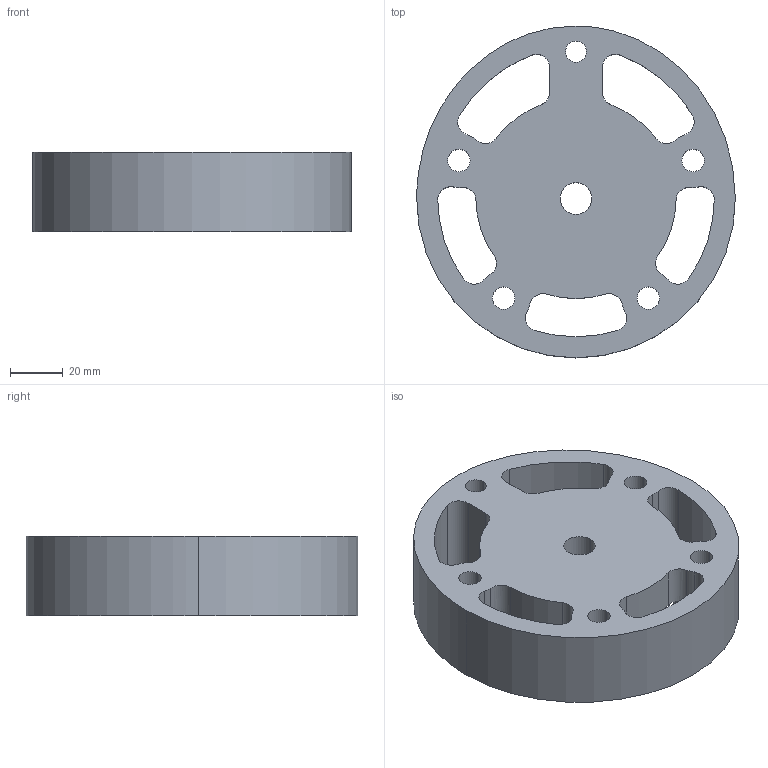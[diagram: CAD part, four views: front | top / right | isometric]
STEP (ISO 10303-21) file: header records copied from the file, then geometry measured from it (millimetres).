
FILE_DESCRIPTION (( 'STEP AP203' ), '1' );
FILE_NAME ('ctdz.STEP', '2021-01-19T13:03:27', ( '' ), ( '' ), 'SwSTEP 2.0', 'SolidWorks 2018', '' );
FILE_SCHEMA (( 'CONFIG_CONTROL_DESIGN' ));
Length unit declared in the file: millimetre
Products named in the file (1): ctdz
Bounding box: 121 x 126 x 30 mm (x, y, z)
Volume: 198666.3 mm3; surface area: 50008.3 mm2
Topology: 1 solids, 1 shells, 89 faces, 264 edges, 176 vertices
Faces by surface type: cylinder 75, plane 8, bspline 6
Entity records: 3853 total; most frequent: CARTESIAN_POINT 1232, DIRECTION 580, ORIENTED_EDGE 528, EDGE_CURVE 264, AXIS2_PLACEMENT_3D 244, VERTEX_POINT 176, CIRCLE 160, EDGE_LOOP 110
